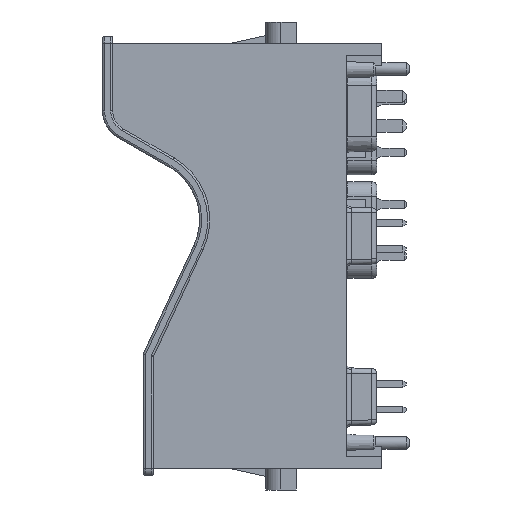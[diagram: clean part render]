
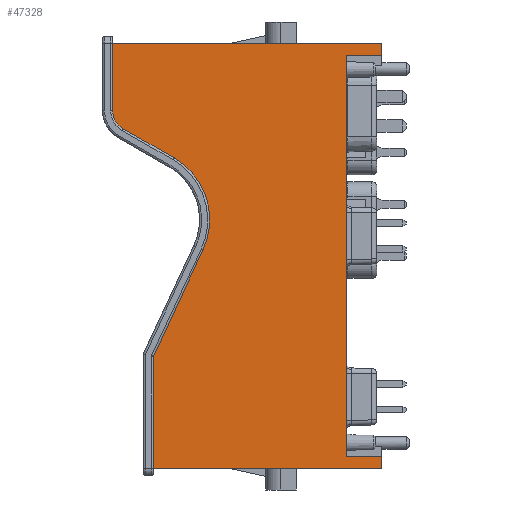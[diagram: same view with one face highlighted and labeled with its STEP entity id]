
A CAD part, left-side view. The second image highlights one B-rep face of the part: STEP entity #47328.
In plain terms, the highlighted planar face has unit normal (-1, 0, 0).
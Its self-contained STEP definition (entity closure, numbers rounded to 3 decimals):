
#473 = LINE ( 'NONE', #87908, #74338 ) ;
#1620 = VECTOR ( 'NONE', #16747, 1000. ) ;
#2470 = CARTESIAN_POINT ( 'NONE',  ( -24.5, 0., 19.65 ) ) ;
#2592 = EDGE_CURVE ( 'NONE', #50804, #79412, #473, .T. ) ;
#4344 = DIRECTION ( 'NONE',  ( 0., 0., -1. ) ) ;
#4718 = ORIENTED_EDGE ( 'NONE', *, *, #2592, .F. ) ;
#5801 = DIRECTION ( 'NONE',  ( 0., 0., -1. ) ) ;
#6457 = CARTESIAN_POINT ( 'NONE',  ( -24.5, 22.4, -20.85 ) ) ;
#7056 = ORIENTED_EDGE ( 'NONE', *, *, #91951, .F. ) ;
#9964 = ORIENTED_EDGE ( 'NONE', *, *, #98505, .F. ) ;
#11801 = CARTESIAN_POINT ( 'NONE',  ( -24.5, 23.887, 3.552 ) ) ;
#15786 = EDGE_CURVE ( 'NONE', #57483, #55735, #98578, .T. ) ;
#16019 = LINE ( 'NONE', #68658, #1620 ) ;
#16226 = VECTOR ( 'NONE', #42532, 1000. ) ;
#16747 = DIRECTION ( 'NONE',  ( 0., -1., 0. ) ) ;
#17929 = VECTOR ( 'NONE', #96559, 1000. ) ;
#18461 = DIRECTION ( 'NONE',  ( 0., 0., -1. ) ) ;
#19334 = AXIS2_PLACEMENT_3D ( 'NONE', #81101, #35436, #5801 ) ;
#21167 = VERTEX_POINT ( 'NONE', #70006 ) ;
#22446 = LINE ( 'NONE', #24617, #30743 ) ;
#24237 = EDGE_CURVE ( 'NONE', #21167, #57483, #52509, .T. ) ;
#24617 = CARTESIAN_POINT ( 'NONE',  ( -24.5, 26.4, 21.55 ) ) ;
#25722 = CARTESIAN_POINT ( 'NONE',  ( -24.5, 23.887, 3.552 ) ) ;
#27415 = VERTEX_POINT ( 'NONE', #71314 ) ;
#27577 = CARTESIAN_POINT ( 'NONE',  ( -24.5, 3.5, 19.65 ) ) ;
#30743 = VECTOR ( 'NONE', #70227, 1000. ) ;
#32816 = LINE ( 'NONE', #71273, #79393 ) ;
#34071 = AXIS2_PLACEMENT_3D ( 'NONE', #25722, #47994, #54652 ) ;
#34085 = ORIENTED_EDGE ( 'NONE', *, *, #24237, .F. ) ;
#35077 = EDGE_CURVE ( 'NONE', #63094, #63983, #16019, .T. ) ;
#35388 = VECTOR ( 'NONE', #4344, 1000. ) ;
#35436 = DIRECTION ( 'NONE',  ( 1., 0., 0. ) ) ;
#36639 = LINE ( 'NONE', #41272, #35388 ) ;
#38182 = LINE ( 'NONE', #27577, #17929 ) ;
#39419 = FACE_OUTER_BOUND ( 'NONE', #92836, .T. ) ;
#40498 = CIRCLE ( 'NONE', #73451, 7. ) ;
#40855 = ORIENTED_EDGE ( 'NONE', *, *, #82989, .F. ) ;
#41196 = LINE ( 'NONE', #66190, #16226 ) ;
#41272 = CARTESIAN_POINT ( 'NONE',  ( -24.5, 0., 21.55 ) ) ;
#42532 = DIRECTION ( 'NONE',  ( 0., 0.866, 0.5 ) ) ;
#43220 = EDGE_CURVE ( 'NONE', #45110, #63094, #80631, .T. ) ;
#43270 = CARTESIAN_POINT ( 'NONE',  ( -24.5, 20.387, 9.614 ) ) ;
#43813 = ORIENTED_EDGE ( 'NONE', *, *, #81628, .T. ) ;
#43943 = EDGE_CURVE ( 'NONE', #70807, #50804, #32816, .T. ) ;
#44925 = CARTESIAN_POINT ( 'NONE',  ( -24.5, 25.4, 12.508 ) ) ;
#45110 = VERTEX_POINT ( 'NONE', #67315 ) ;
#45425 = VECTOR ( 'NONE', #84335, 1000. ) ;
#47328 = ADVANCED_FACE ( 'NONE', ( #39419 ), #71016, .T. ) ;
#47994 = DIRECTION ( 'NONE',  ( -1., 0., 0. ) ) ;
#50149 = ORIENTED_EDGE ( 'NONE', *, *, #43220, .F. ) ;
#50804 = VERTEX_POINT ( 'NONE', #85391 ) ;
#52509 = LINE ( 'NONE', #96194, #89614 ) ;
#54354 = CARTESIAN_POINT ( 'NONE',  ( -24.5, 22.4, -9.822 ) ) ;
#54652 = DIRECTION ( 'NONE',  ( 0., 0., -1. ) ) ;
#55641 = ORIENTED_EDGE ( 'NONE', *, *, #15786, .F. ) ;
#55735 = VERTEX_POINT ( 'NONE', #79421 ) ;
#56029 = DIRECTION ( 'NONE',  ( -1., 0., 0. ) ) ;
#57483 = VERTEX_POINT ( 'NONE', #6457 ) ;
#57706 = CARTESIAN_POINT ( 'NONE',  ( -24.5, 3.5, 19.65 ) ) ;
#59546 = CARTESIAN_POINT ( 'NONE',  ( -24.5, 17.543, 0.594 ) ) ;
#60459 = CARTESIAN_POINT ( 'NONE',  ( -24.5, 0., -19.65 ) ) ;
#63094 = VERTEX_POINT ( 'NONE', #93025 ) ;
#63983 = VERTEX_POINT ( 'NONE', #60459 ) ;
#65074 = VECTOR ( 'NONE', #72687, 1000. ) ;
#66190 = CARTESIAN_POINT ( 'NONE',  ( -24.5, 25.4, 12.508 ) ) ;
#66578 = CARTESIAN_POINT ( 'NONE',  ( -24.5, 17.543, 0.594 ) ) ;
#67315 = CARTESIAN_POINT ( 'NONE',  ( -24.5, 3.5, 19.65 ) ) ;
#67963 = EDGE_CURVE ( 'NONE', #70285, #27415, #68398, .T. ) ;
#68398 = CIRCLE ( 'NONE', #19334, 2. ) ;
#68658 = CARTESIAN_POINT ( 'NONE',  ( -24.5, 3.5, -19.65 ) ) ;
#70006 = CARTESIAN_POINT ( 'NONE',  ( -24.5, 0., -20.85 ) ) ;
#70227 = DIRECTION ( 'NONE',  ( 0., 0., 1. ) ) ;
#70285 = VERTEX_POINT ( 'NONE', #44925 ) ;
#70807 = VERTEX_POINT ( 'NONE', #87033 ) ;
#71016 = PLANE ( 'NONE',  #34071 ) ;
#71273 = CARTESIAN_POINT ( 'NONE',  ( -24.5, 0., 20.85 ) ) ;
#71314 = CARTESIAN_POINT ( 'NONE',  ( -24.5, 26.4, 14.24 ) ) ;
#72687 = DIRECTION ( 'NONE',  ( 0., 0., -1. ) ) ;
#73451 = AXIS2_PLACEMENT_3D ( 'NONE', #11801, #56029, #18461 ) ;
#74338 = VECTOR ( 'NONE', #96538, 1000. ) ;
#75652 = EDGE_CURVE ( 'NONE', #63983, #21167, #36639, .T. ) ;
#76682 = ORIENTED_EDGE ( 'NONE', *, *, #81216, .F. ) ;
#76883 = ORIENTED_EDGE ( 'NONE', *, *, #35077, .F. ) ;
#79393 = VECTOR ( 'NONE', #80284, 1000. ) ;
#79412 = VERTEX_POINT ( 'NONE', #2470 ) ;
#79421 = CARTESIAN_POINT ( 'NONE',  ( -24.5, 22.4, -9.822 ) ) ;
#80284 = DIRECTION ( 'NONE',  ( 0., -1., 0. ) ) ;
#80631 = LINE ( 'NONE', #57706, #65074 ) ;
#81101 = CARTESIAN_POINT ( 'NONE',  ( -24.5, 24.4, 14.24 ) ) ;
#81216 = EDGE_CURVE ( 'NONE', #55735, #91112, #86035, .T. ) ;
#81628 = EDGE_CURVE ( 'NONE', #45110, #79412, #38182, .T. ) ;
#81866 = ORIENTED_EDGE ( 'NONE', *, *, #75652, .F. ) ;
#82989 = EDGE_CURVE ( 'NONE', #27415, #70807, #22446, .T. ) ;
#84291 = VECTOR ( 'NONE', #84767, 1000. ) ;
#84335 = DIRECTION ( 'NONE',  ( 0., -0.423, 0.906 ) ) ;
#84421 = VERTEX_POINT ( 'NONE', #43270 ) ;
#84767 = DIRECTION ( 'NONE',  ( 0., 0., 1. ) ) ;
#85391 = CARTESIAN_POINT ( 'NONE',  ( -24.5, 0., 20.85 ) ) ;
#86035 = LINE ( 'NONE', #66578, #45425 ) ;
#86471 = ORIENTED_EDGE ( 'NONE', *, *, #67963, .F. ) ;
#87033 = CARTESIAN_POINT ( 'NONE',  ( -24.5, 26.4, 20.85 ) ) ;
#87908 = CARTESIAN_POINT ( 'NONE',  ( -24.5, 0., 21.55 ) ) ;
#88571 = DIRECTION ( 'NONE',  ( 0., 1., 0. ) ) ;
#89614 = VECTOR ( 'NONE', #88571, 1000. ) ;
#91112 = VERTEX_POINT ( 'NONE', #59546 ) ;
#91951 = EDGE_CURVE ( 'NONE', #91112, #84421, #40498, .T. ) ;
#92836 = EDGE_LOOP ( 'NONE', ( #4718, #93123, #40855, #86471, #9964, #7056, #76682, #55641, #34085, #81866, #76883, #50149, #43813 ) ) ;
#93025 = CARTESIAN_POINT ( 'NONE',  ( -24.5, 3.5, -19.65 ) ) ;
#93123 = ORIENTED_EDGE ( 'NONE', *, *, #43943, .F. ) ;
#96194 = CARTESIAN_POINT ( 'NONE',  ( -24.5, 0., -20.85 ) ) ;
#96538 = DIRECTION ( 'NONE',  ( 0., 0., -1. ) ) ;
#96559 = DIRECTION ( 'NONE',  ( 0., -1., 0. ) ) ;
#98505 = EDGE_CURVE ( 'NONE', #84421, #70285, #41196, .T. ) ;
#98578 = LINE ( 'NONE', #54354, #84291 ) ;
